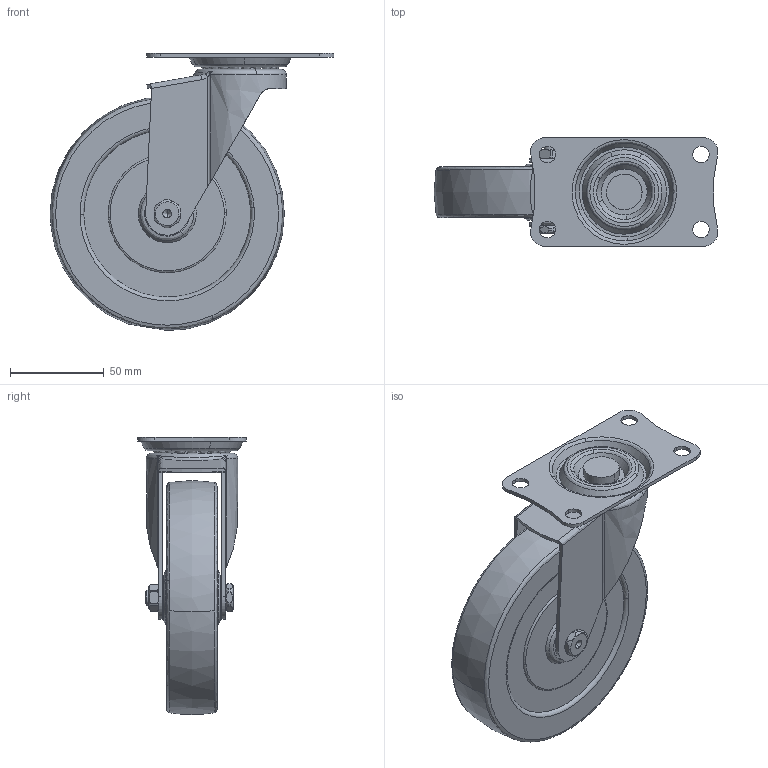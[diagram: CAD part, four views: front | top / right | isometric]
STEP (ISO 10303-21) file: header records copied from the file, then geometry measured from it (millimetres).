
FILE_DESCRIPTION((''),'2;1');
FILE_NAME('','2005-12-16T10:25:14',(''),(''),'','CADfix','');
FILE_SCHEMA(('AUTOMOTIVE_DESIGN'));
Length unit declared in the file: millimetre
Products named in the file (6): wheel; mounting plate; main shaft; body; axle; 320E_R125_2450_36
Assembly tree (5 placements, depth 2):
  320E_R125_2450_36
    wheel
    mounting plate
    main shaft
    body
    axle
Bounding box: 151.48 x 58 x 147.89 mm (x, y, z)
Volume: 354423.9 mm3; surface area: 75640.2 mm2
Topology: 5 solids, 5 shells, 262 faces, 796 edges, 575 vertices
Faces by surface type: bspline 262
Entity records: 14364 total; most frequent: CARTESIAN_POINT 9973, ORIENTED_EDGE 1580, EDGE_CURVE 790, VERTEX_POINT 575, EDGE_LOOP 317, FACE_OUTER_BOUND 262, ADVANCED_FACE 262, QUASI_UNIFORM_CURVE 178
